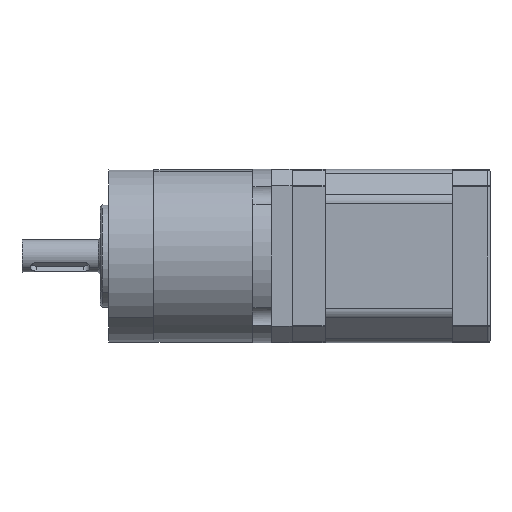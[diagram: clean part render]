
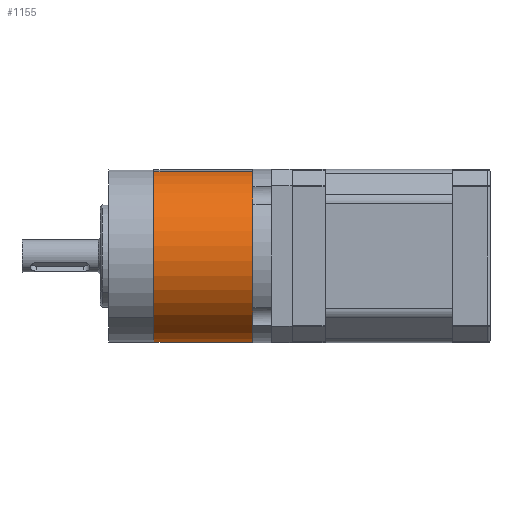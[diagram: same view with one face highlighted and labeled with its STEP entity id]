
A CAD part, left-side view. The second image highlights one B-rep face of the part: STEP entity #1155.
In plain terms, the highlighted cylindrical face has radius 21 mm (diameter 42 mm), a partial arc.
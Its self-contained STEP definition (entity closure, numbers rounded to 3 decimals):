
#395 = DIRECTION ( 'NONE',  ( 0., -1., 0. ) ) ;
#871 = LINE ( 'NONE', #9137, #18367 ) ;
#1155 = ADVANCED_FACE ( 'NONE', ( #5557 ), #16922, .T. ) ;
#1297 = DIRECTION ( 'NONE',  ( 0., 0., 1. ) ) ;
#2707 = CARTESIAN_POINT ( 'NONE',  ( 0., 0., 21. ) ) ;
#2754 = DIRECTION ( 'NONE',  ( 0., 1., 0. ) ) ;
#2879 = CARTESIAN_POINT ( 'NONE',  ( 0., 24., 21. ) ) ;
#3195 = CARTESIAN_POINT ( 'NONE',  ( 0., 24., 21. ) ) ;
#3825 = ORIENTED_EDGE ( 'NONE', *, *, #16503, .F. ) ;
#4194 = DIRECTION ( 'NONE',  ( 0., 1., 0. ) ) ;
#4681 = EDGE_CURVE ( 'NONE', #16761, #18214, #14767, .T. ) ;
#5318 = ORIENTED_EDGE ( 'NONE', *, *, #4681, .T. ) ;
#5557 = FACE_OUTER_BOUND ( 'NONE', #13923, .T. ) ;
#5567 = DIRECTION ( 'NONE',  ( 0., 0., 1. ) ) ;
#8108 = VERTEX_POINT ( 'NONE', #2879 ) ;
#8192 = EDGE_CURVE ( 'NONE', #8108, #16761, #11481, .T. ) ;
#8390 = AXIS2_PLACEMENT_3D ( 'NONE', #19988, #4194, #5567 ) ;
#8902 = EDGE_CURVE ( 'NONE', #9621, #18214, #871, .T. ) ;
#9137 = CARTESIAN_POINT ( 'NONE',  ( 0., 24., -21. ) ) ;
#9210 = AXIS2_PLACEMENT_3D ( 'NONE', #14833, #15032, #18101 ) ;
#9347 = DIRECTION ( 'NONE',  ( 0., -1., 0. ) ) ;
#9621 = VERTEX_POINT ( 'NONE', #17380 ) ;
#11481 = LINE ( 'NONE', #3195, #19792 ) ;
#13923 = EDGE_LOOP ( 'NONE', ( #3825, #19897, #5318, #15679 ) ) ;
#14767 = CIRCLE ( 'NONE', #8390, 21. ) ;
#14833 = CARTESIAN_POINT ( 'NONE',  ( 0., 24., 0. ) ) ;
#15032 = DIRECTION ( 'NONE',  ( 0., -1., 0. ) ) ;
#15679 = ORIENTED_EDGE ( 'NONE', *, *, #8902, .F. ) ;
#16503 = EDGE_CURVE ( 'NONE', #8108, #9621, #20094, .T. ) ;
#16761 = VERTEX_POINT ( 'NONE', #2707 ) ;
#16922 = CYLINDRICAL_SURFACE ( 'NONE', #9210, 21. ) ;
#17380 = CARTESIAN_POINT ( 'NONE',  ( 0., 24., -21. ) ) ;
#17471 = CARTESIAN_POINT ( 'NONE',  ( 0., 24., 0. ) ) ;
#18063 = AXIS2_PLACEMENT_3D ( 'NONE', #17471, #2754, #1297 ) ;
#18101 = DIRECTION ( 'NONE',  ( 0., 0., -1. ) ) ;
#18214 = VERTEX_POINT ( 'NONE', #18584 ) ;
#18367 = VECTOR ( 'NONE', #9347, 1000. ) ;
#18584 = CARTESIAN_POINT ( 'NONE',  ( 0., 0., -21. ) ) ;
#19792 = VECTOR ( 'NONE', #395, 1000. ) ;
#19897 = ORIENTED_EDGE ( 'NONE', *, *, #8192, .T. ) ;
#19988 = CARTESIAN_POINT ( 'NONE',  ( 0., 0., 0. ) ) ;
#20094 = CIRCLE ( 'NONE', #18063, 21. ) ;
